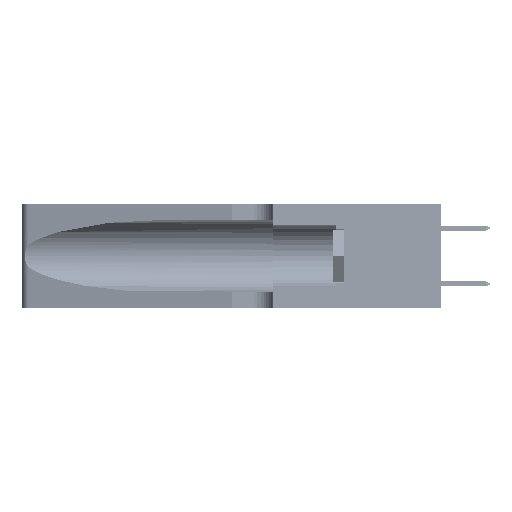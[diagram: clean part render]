
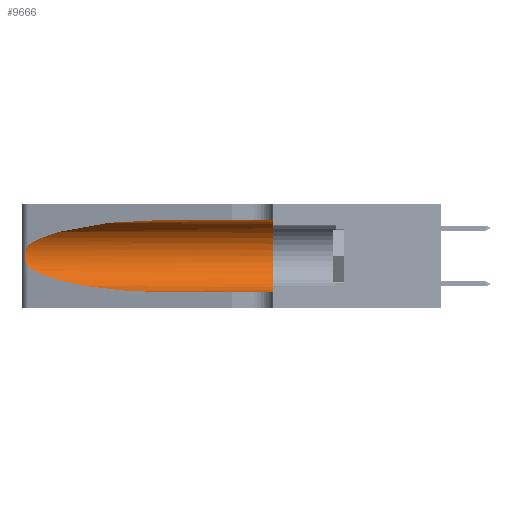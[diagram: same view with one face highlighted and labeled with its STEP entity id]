
A CAD part, left-side view. The second image highlights one B-rep face of the part: STEP entity #9666.
In plain terms, the highlighted cylindrical face has radius 3.308 mm (diameter 6.617 mm), a partial arc.
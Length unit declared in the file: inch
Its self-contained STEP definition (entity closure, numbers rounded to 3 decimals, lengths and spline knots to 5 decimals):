
#1731 = DIRECTION ( 'NONE',  ( 0., 1., 0. ) ) ;
#1992 = CARTESIAN_POINT ( 'NONE',  ( 0.26018, 1.23835, 0.19895 ) ) ;
#2928 = LINE ( 'NONE', #21256, #12657 ) ;
#2954 = AXIS2_PLACEMENT_3D ( 'NONE', #6984, #31707, #11116 ) ;
#4236 = CARTESIAN_POINT ( 'NONE',  ( 0.18966, 0.96281, 0.05475 ) ) ;
#6187 = CARTESIAN_POINT ( 'NONE',  ( 0.26075, 1.23896, 0.178 ) ) ;
#6984 = CARTESIAN_POINT ( 'NONE',  ( 0.1305, 1.61858, 0.185 ) ) ;
#8077 = EDGE_CURVE ( 'NONE', #15243, #19258, #2928, .T. ) ;
#9666 = ADVANCED_FACE ( 'NONE', ( #21578 ), #18924, .F. ) ;
#10343 = CARTESIAN_POINT ( 'NONE',  ( 0.25856, 1.23593, 0.16098 ) ) ;
#10574 = EDGE_CURVE ( 'NONE', #24543, #27917, #48227, .T. ) ;
#11116 = DIRECTION ( 'NONE',  ( 0., 0., -1. ) ) ;
#12657 = VECTOR ( 'NONE', #41721, 39.37008 ) ;
#12853 = CARTESIAN_POINT ( 'NONE',  ( 0.1305, 1.61858, 0.31525 ) ) ;
#14327 = CARTESIAN_POINT ( 'NONE',  ( 0.1305, 0.72297, 0.31525 ) ) ;
#14496 = CARTESIAN_POINT ( 'NONE',  ( 0.25639, 1.23186, 0.15144 ) ) ;
#15243 = VERTEX_POINT ( 'NONE', #42840 ) ;
#15550 = B_SPLINE_CURVE_WITH_KNOTS ( 'NONE', 3,
 ( #43138, #47313, #22691, #51430, #26803, #1992, #30954, #6187, #35035, #10343, #39169, #14496, #43311, #18652 ),
 .UNSPECIFIED., .F., .F.,
 ( 4, 2, 2, 2, 2, 2, 4 ),
 ( 0., 0.00027, 0.00053, 0.00107, 0.0016, 0.00187, 0.00214 ),
 .UNSPECIFIED. ) ;
#15861 = ORIENTED_EDGE ( 'NONE', *, *, #10574, .T. ) ;
#16224 = CARTESIAN_POINT ( 'NONE',  ( 0.25487, 1.22718, 0.22369 ) ) ;
#16944 = CARTESIAN_POINT ( 'NONE',  ( 0.25487, 1.22718, 0.22369 ) ) ;
#17205 = DIRECTION ( 'NONE',  ( 0., -1., 0. ) ) ;
#18193 = ORIENTED_EDGE ( 'NONE', *, *, #51707, .F. ) ;
#18620 = VECTOR ( 'NONE', #17205, 39.37008 ) ;
#18652 = CARTESIAN_POINT ( 'NONE',  ( 0.25487, 1.22718, 0.14631 ) ) ;
#18924 = CYLINDRICAL_SURFACE ( 'NONE', #2954, 0.13025 ) ;
#19258 = VERTEX_POINT ( 'NONE', #35261 ) ;
#21256 = CARTESIAN_POINT ( 'NONE',  ( 0.1305, 1.61858, 0.05475 ) ) ;
#21578 = FACE_OUTER_BOUND ( 'NONE', #50980, .T. ) ;
#22075 = CARTESIAN_POINT ( 'NONE',  ( 0.25487, 1.22718, 0.14631 ) ) ;
#22691 = CARTESIAN_POINT ( 'NONE',  ( 0.25639, 1.23184, 0.21858 ) ) ;
#24543 = VERTEX_POINT ( 'NONE', #14327 ) ;
#24885 = CARTESIAN_POINT ( 'NONE',  ( 0.25487, 1.22718, 0.14631 ) ) ;
#25840 = CIRCLE ( 'NONE', #42058, 0.13025 ) ;
#26548 = CARTESIAN_POINT ( 'NONE',  ( 0.1305, 0.35, 0.185 ) ) ;
#26803 = CARTESIAN_POINT ( 'NONE',  ( 0.25854, 1.2359, 0.20912 ) ) ;
#27562 = VERTEX_POINT ( 'NONE', #22075 ) ;
#27587 = EDGE_CURVE ( 'NONE', #43989, #19258, #25840, .T. ) ;
#27917 = VERTEX_POINT ( 'NONE', #16224 ) ;
#27945 = ORIENTED_EDGE ( 'NONE', *, *, #45693, .T. ) ;
#28314 = ORIENTED_EDGE ( 'NONE', *, *, #40011, .T. ) ;
#28652 = CARTESIAN_POINT ( 'NONE',  ( 0.1305, 0.35, 0.31525 ) ) ;
#30682 = DIRECTION ( 'NONE',  ( 0., 0., 1. ) ) ;
#30954 = CARTESIAN_POINT ( 'NONE',  ( 0.26075, 1.23896, 0.19203 ) ) ;
#31707 = DIRECTION ( 'NONE',  ( 0., -1., 0. ) ) ;
#33117 = CARTESIAN_POINT ( 'NONE',  ( 0.1305, 0.72297, 0.05475 ) ) ;
#33328 = CARTESIAN_POINT ( 'NONE',  ( 0.18966, 0.96281, 0.31525 ) ) ;
#35035 = CARTESIAN_POINT ( 'NONE',  ( 0.26017, 1.23833, 0.17102 ) ) ;
#35261 = CARTESIAN_POINT ( 'NONE',  ( 0.1305, 0.35, 0.05475 ) ) ;
#39169 = CARTESIAN_POINT ( 'NONE',  ( 0.25789, 1.23486, 0.15765 ) ) ;
#40011 = EDGE_CURVE ( 'NONE', #27917, #27562, #15550, .T. ) ;
#41585 = CARTESIAN_POINT ( 'NONE',  ( 0.1305, 0.72297, 0.31525 ) ) ;
#41721 = DIRECTION ( 'NONE',  ( 0., -1., 0. ) ) ;
#42058 = AXIS2_PLACEMENT_3D ( 'NONE', #26548, #1731, #30682 ) ;
#42840 = CARTESIAN_POINT ( 'NONE',  ( 0.1305, 0.72297, 0.05475 ) ) ;
#43138 = CARTESIAN_POINT ( 'NONE',  ( 0.25487, 1.22718, 0.22369 ) ) ;
#43311 = CARTESIAN_POINT ( 'NONE',  ( 0.25555, 1.22993, 0.14849 ) ) ;
#43989 = VERTEX_POINT ( 'NONE', #28652 ) ;
#45693 = EDGE_CURVE ( 'NONE', #27562, #15243, #49896, .T. ) ;
#47313 = CARTESIAN_POINT ( 'NONE',  ( 0.25555, 1.22994, 0.2215 ) ) ;
#48227 =( BOUNDED_CURVE ( )  B_SPLINE_CURVE ( 3, ( #41585, #33328, #49746, #16944 ),
 .UNSPECIFIED., .F., .T. ) 
 B_SPLINE_CURVE_WITH_KNOTS ( ( 4, 4 ),
 ( 1.5708, 2.84003 ),
 .UNSPECIFIED. ) 
 CURVE ( )  GEOMETRIC_REPRESENTATION_ITEM ( )  RATIONAL_B_SPLINE_CURVE ( ( 1., 0.87, 0.87, 1. ) ) 
 REPRESENTATION_ITEM ( '' )  );
#49525 = CARTESIAN_POINT ( 'NONE',  ( 0.2373, 1.15595, 0.08982 ) ) ;
#49551 = ORIENTED_EDGE ( 'NONE', *, *, #8077, .T. ) ;
#49746 = CARTESIAN_POINT ( 'NONE',  ( 0.2373, 1.15595, 0.28018 ) ) ;
#49896 =( BOUNDED_CURVE ( )  B_SPLINE_CURVE ( 3, ( #24885, #49525, #4236, #33117 ),
 .UNSPECIFIED., .F., .T. ) 
 B_SPLINE_CURVE_WITH_KNOTS ( ( 4, 4 ),
 ( 3.44316, 4.71239 ),
 .UNSPECIFIED. ) 
 CURVE ( )  GEOMETRIC_REPRESENTATION_ITEM ( )  RATIONAL_B_SPLINE_CURVE ( ( 1., 0.87, 0.87, 1. ) ) 
 REPRESENTATION_ITEM ( '' )  );
#50980 = EDGE_LOOP ( 'NONE', ( #15861, #28314, #27945, #49551, #53231, #18193 ) ) ;
#51430 = CARTESIAN_POINT ( 'NONE',  ( 0.25787, 1.23484, 0.2124 ) ) ;
#51485 = LINE ( 'NONE', #12853, #18620 ) ;
#51707 = EDGE_CURVE ( 'NONE', #24543, #43989, #51485, .T. ) ;
#53231 = ORIENTED_EDGE ( 'NONE', *, *, #27587, .F. ) ;
